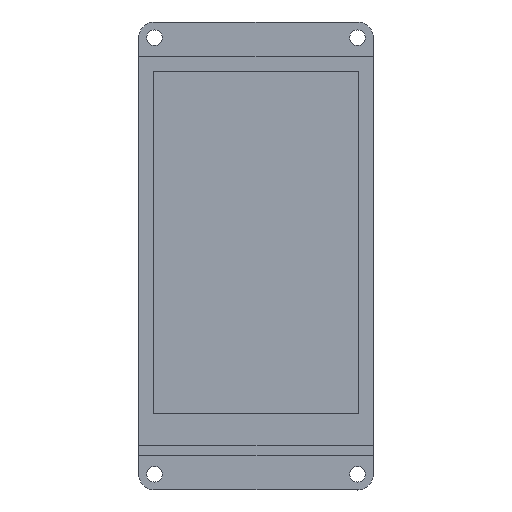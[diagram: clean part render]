
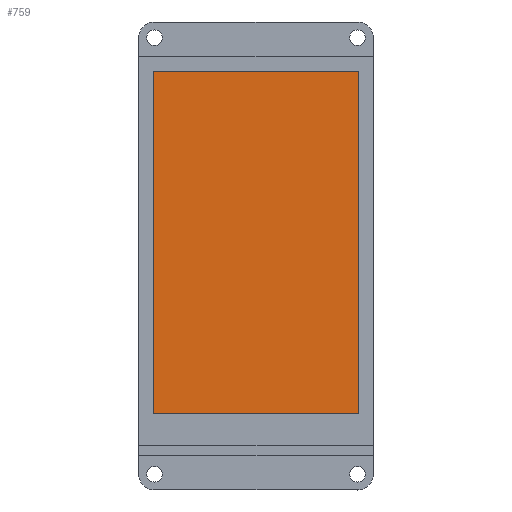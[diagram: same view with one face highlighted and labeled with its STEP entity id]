
A CAD part, top view. The second image highlights one B-rep face of the part: STEP entity #759.
In plain terms, the highlighted planar face has unit normal (0, 0, 1).
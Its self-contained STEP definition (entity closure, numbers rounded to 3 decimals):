
#45=PLANE('',#838);
#90=FACE_OUTER_BOUND('',#143,.T.);
#143=EDGE_LOOP('',(#623,#624,#625,#626));
#201=LINE('',#1177,#287);
#202=LINE('',#1179,#288);
#203=LINE('',#1181,#289);
#204=LINE('',#1182,#290);
#287=VECTOR('',#971,10.);
#288=VECTOR('',#972,10.);
#289=VECTOR('',#973,10.);
#290=VECTOR('',#974,10.);
#389=VERTEX_POINT('',#1175);
#390=VERTEX_POINT('',#1176);
#391=VERTEX_POINT('',#1178);
#392=VERTEX_POINT('',#1180);
#473=EDGE_CURVE('',#389,#390,#201,.T.);
#474=EDGE_CURVE('',#391,#389,#202,.T.);
#475=EDGE_CURVE('',#392,#391,#203,.T.);
#476=EDGE_CURVE('',#390,#392,#204,.T.);
#623=ORIENTED_EDGE('',*,*,#473,.F.);
#624=ORIENTED_EDGE('',*,*,#474,.F.);
#625=ORIENTED_EDGE('',*,*,#475,.F.);
#626=ORIENTED_EDGE('',*,*,#476,.F.);
#759=ADVANCED_FACE('',(#90),#45,.T.);
#838=AXIS2_PLACEMENT_3D('',#1174,#969,#970);
#969=DIRECTION('center_axis',(0.,0.,1.));
#970=DIRECTION('ref_axis',(1.,0.,0.));
#971=DIRECTION('',(1.,0.,0.));
#972=DIRECTION('',(0.,1.,0.));
#973=DIRECTION('',(-1.,0.,0.));
#974=DIRECTION('',(0.,-1.,0.));
#1174=CARTESIAN_POINT('Origin',(74.,82.503,184.7));
#1175=CARTESIAN_POINT('',(53.12,117.304,184.7));
#1176=CARTESIAN_POINT('',(94.88,117.303,184.7));
#1177=CARTESIAN_POINT('',(63.56,117.304,184.7));
#1178=CARTESIAN_POINT('',(53.12,47.704,184.7));
#1179=CARTESIAN_POINT('',(53.12,65.104,184.7));
#1180=CARTESIAN_POINT('',(94.88,47.703,184.7));
#1181=CARTESIAN_POINT('',(84.44,47.703,184.7));
#1182=CARTESIAN_POINT('',(94.88,99.903,184.7));
